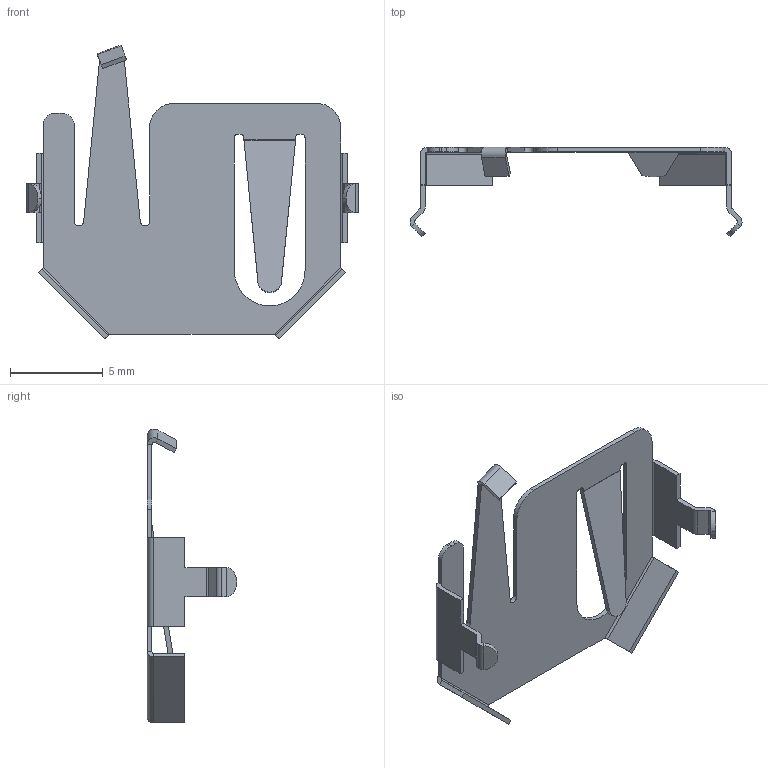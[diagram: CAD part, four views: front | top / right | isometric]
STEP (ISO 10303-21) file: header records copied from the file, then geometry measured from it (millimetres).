
FILE_DESCRIPTION (( 'STEP AP214' ), '1' );
FILE_NAME ('BK-961.STEP', '2024-02-16T23:25:28', ( '' ), ( '' ), 'SwSTEP 2.0', 'SolidWorks 2021', '' );
FILE_SCHEMA (( 'AUTOMOTIVE_DESIGN' ));
Length unit declared in the file: inch
Products named in the file (1): BK-961
Bounding box: 17.91 x 4.83 x 15.85 mm (x, y, z)
Volume: 54.3 mm3; surface area: 466.2 mm2
Topology: 1 solids, 1 shells, 123 faces, 330 edges, 210 vertices
Faces by surface type: plane 81, cylinder 40, bspline 2
Entity records: 3902 total; most frequent: CARTESIAN_POINT 760, ORIENTED_EDGE 660, DIRECTION 634, EDGE_CURVE 330, LINE 242, VECTOR 242, VERTEX_POINT 210, AXIS2_PLACEMENT_3D 196
